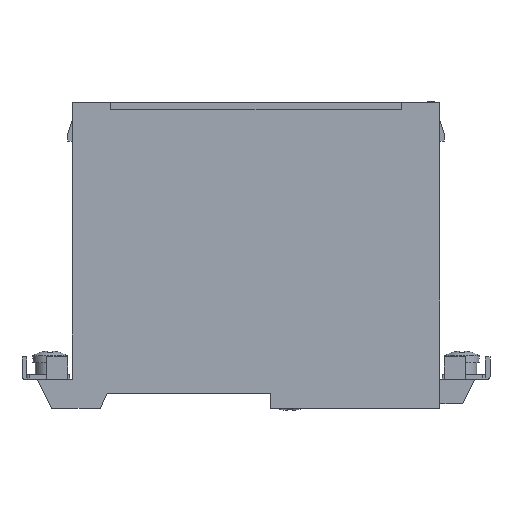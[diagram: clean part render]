
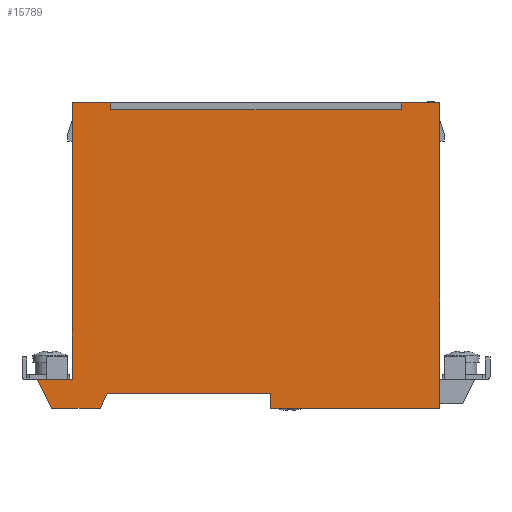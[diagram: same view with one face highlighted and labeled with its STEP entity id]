
A CAD part, left-side view. The second image highlights one B-rep face of the part: STEP entity #15789.
In plain terms, the highlighted planar face has unit normal (-1, 0, 0).
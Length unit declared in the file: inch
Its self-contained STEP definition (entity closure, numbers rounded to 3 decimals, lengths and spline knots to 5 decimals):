
#547=PLANE('',#16354);
#1367=FACE_OUTER_BOUND('',#2294,.T.);
#2294=EDGE_LOOP('',(#13248,#13249,#13250,#13251,#13252,#13253,#13254,#13255,
#13256,#13257,#13258,#13259,#13260,#13261));
#3513=LINE('',#27768,#4982);
#3544=LINE('',#27832,#5013);
#3545=LINE('',#27835,#5014);
#3551=LINE('',#27847,#5020);
#3552=LINE('',#27849,#5021);
#3553=LINE('',#27851,#5022);
#3554=LINE('',#27853,#5023);
#3555=LINE('',#27855,#5024);
#3556=LINE('',#27857,#5025);
#3557=LINE('',#27859,#5026);
#3558=LINE('',#27861,#5027);
#3559=LINE('',#27863,#5028);
#3560=LINE('',#27865,#5029);
#3561=LINE('',#27866,#5030);
#4982=VECTOR('',#18260,0.3937);
#5013=VECTOR('',#18313,0.3937);
#5014=VECTOR('',#18316,0.3937);
#5020=VECTOR('',#18326,0.3937);
#5021=VECTOR('',#18327,0.3937);
#5022=VECTOR('',#18328,0.3937);
#5023=VECTOR('',#18329,0.3937);
#5024=VECTOR('',#18330,0.3937);
#5025=VECTOR('',#18331,0.3937);
#5026=VECTOR('',#18332,0.3937);
#5027=VECTOR('',#18333,0.3937);
#5028=VECTOR('',#18334,0.3937);
#5029=VECTOR('',#18335,0.3937);
#5030=VECTOR('',#18336,0.3937);
#7252=VERTEX_POINT('',#27765);
#7253=VERTEX_POINT('',#27767);
#7275=VERTEX_POINT('',#27830);
#7276=VERTEX_POINT('',#27834);
#7280=VERTEX_POINT('',#27846);
#7281=VERTEX_POINT('',#27848);
#7282=VERTEX_POINT('',#27850);
#7283=VERTEX_POINT('',#27852);
#7284=VERTEX_POINT('',#27854);
#7285=VERTEX_POINT('',#27856);
#7286=VERTEX_POINT('',#27858);
#7287=VERTEX_POINT('',#27860);
#7288=VERTEX_POINT('',#27862);
#7289=VERTEX_POINT('',#27864);
#9294=EDGE_CURVE('',#7253,#7252,#3513,.T.);
#9327=EDGE_CURVE('',#7252,#7275,#3544,.T.);
#9328=EDGE_CURVE('',#7276,#7253,#3545,.T.);
#9334=EDGE_CURVE('',#7280,#7275,#3551,.T.);
#9335=EDGE_CURVE('',#7281,#7280,#3552,.T.);
#9336=EDGE_CURVE('',#7282,#7281,#3553,.T.);
#9337=EDGE_CURVE('',#7283,#7282,#3554,.T.);
#9338=EDGE_CURVE('',#7284,#7283,#3555,.T.);
#9339=EDGE_CURVE('',#7285,#7284,#3556,.T.);
#9340=EDGE_CURVE('',#7286,#7285,#3557,.T.);
#9341=EDGE_CURVE('',#7287,#7286,#3558,.T.);
#9342=EDGE_CURVE('',#7288,#7287,#3559,.T.);
#9343=EDGE_CURVE('',#7288,#7289,#3560,.T.);
#9344=EDGE_CURVE('',#7276,#7289,#3561,.T.);
#13248=ORIENTED_EDGE('',*,*,#9327,.T.);
#13249=ORIENTED_EDGE('',*,*,#9334,.F.);
#13250=ORIENTED_EDGE('',*,*,#9335,.F.);
#13251=ORIENTED_EDGE('',*,*,#9336,.F.);
#13252=ORIENTED_EDGE('',*,*,#9337,.F.);
#13253=ORIENTED_EDGE('',*,*,#9338,.F.);
#13254=ORIENTED_EDGE('',*,*,#9339,.F.);
#13255=ORIENTED_EDGE('',*,*,#9340,.F.);
#13256=ORIENTED_EDGE('',*,*,#9341,.F.);
#13257=ORIENTED_EDGE('',*,*,#9342,.F.);
#13258=ORIENTED_EDGE('',*,*,#9343,.T.);
#13259=ORIENTED_EDGE('',*,*,#9344,.F.);
#13260=ORIENTED_EDGE('',*,*,#9328,.T.);
#13261=ORIENTED_EDGE('',*,*,#9294,.T.);
#15789=ADVANCED_FACE('',(#1367),#547,.F.);
#16354=AXIS2_PLACEMENT_3D('',#27845,#18324,#18325);
#18260=DIRECTION('',(0.,1.,0.));
#18313=DIRECTION('',(0.,0.,1.));
#18316=DIRECTION('',(0.,0.,-1.));
#18324=DIRECTION('center_axis',(1.,0.,0.));
#18325=DIRECTION('ref_axis',(0.,0.,-1.));
#18326=DIRECTION('',(0.,-1.,0.));
#18327=DIRECTION('',(0.,0.,1.));
#18328=DIRECTION('',(0.,-1.,0.));
#18329=DIRECTION('',(0.,0.447,0.894));
#18330=DIRECTION('',(0.,1.,0.));
#18331=DIRECTION('',(0.,0.419,-0.908));
#18332=DIRECTION('',(0.,1.,0.));
#18333=DIRECTION('',(0.,0.,1.));
#18334=DIRECTION('',(0.,1.,0.));
#18335=DIRECTION('',(0.,0.,1.));
#18336=DIRECTION('',(0.,-1.,0.));
#27765=CARTESIAN_POINT('',(-0.24375,1.245,2.5585));
#27767=CARTESIAN_POINT('',(-0.24375,-1.245,2.5585));
#27768=CARTESIAN_POINT('',(-0.24375,-0.61888,2.5585));
#27830=CARTESIAN_POINT('',(-0.24375,1.245,2.62));
#27832=CARTESIAN_POINT('',(-0.24375,1.245,1.88551));
#27834=CARTESIAN_POINT('',(-0.24375,-1.245,2.62));
#27835=CARTESIAN_POINT('',(-0.24375,-1.245,1.91551));
#27845=CARTESIAN_POINT('Origin',(-0.24375,0.00723,1.21253));
#27846=CARTESIAN_POINT('',(-0.24375,1.575,2.62));
#27847=CARTESIAN_POINT('',(-0.24375,-1.575,2.62));
#27848=CARTESIAN_POINT('',(-0.24375,1.575,0.25));
#27849=CARTESIAN_POINT('',(-0.24375,1.575,2.62));
#27850=CARTESIAN_POINT('',(-0.24375,1.875,0.25));
#27851=CARTESIAN_POINT('',(-0.24375,1.575,0.25));
#27852=CARTESIAN_POINT('',(-0.24375,1.75,0.));
#27853=CARTESIAN_POINT('',(-0.24375,1.875,0.25));
#27854=CARTESIAN_POINT('',(-0.24375,1.335,0.));
#27855=CARTESIAN_POINT('',(-0.24375,1.75,0.));
#27856=CARTESIAN_POINT('',(-0.24375,1.275,0.13));
#27857=CARTESIAN_POINT('',(-0.24375,1.335,0.));
#27858=CARTESIAN_POINT('',(-0.24375,-0.125,0.13));
#27859=CARTESIAN_POINT('',(-0.24375,1.275,0.13));
#27860=CARTESIAN_POINT('',(-0.24375,-0.125,0.));
#27861=CARTESIAN_POINT('',(-0.24375,-0.125,0.13));
#27862=CARTESIAN_POINT('',(-0.24375,-1.575,0.));
#27863=CARTESIAN_POINT('',(-0.24375,-0.125,0.));
#27864=CARTESIAN_POINT('',(-0.24375,-1.575,2.62));
#27865=CARTESIAN_POINT('',(-0.24375,-1.575,0.60626));
#27866=CARTESIAN_POINT('',(-0.24375,-1.575,2.62));
